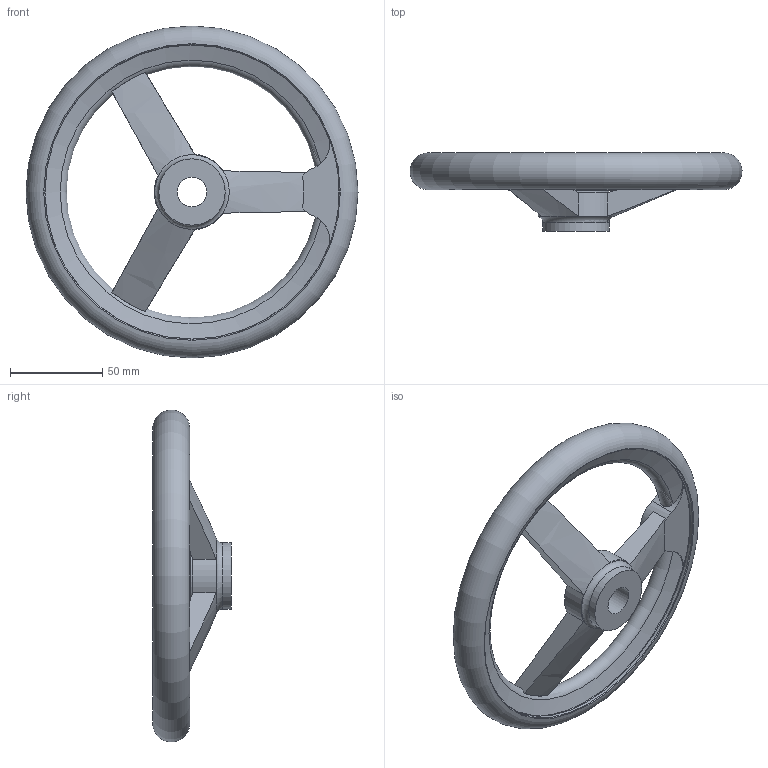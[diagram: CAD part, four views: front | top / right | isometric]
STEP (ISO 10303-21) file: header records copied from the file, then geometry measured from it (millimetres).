
FILE_DESCRIPTION( ( 'STEP AP214' ), '1' );
FILE_NAME( 'K0671.0180X16.stp', '2020-12-09T10:58:22', ( '' ), ( '' ), ' ', 'PARTsolutions', ' ' );
FILE_SCHEMA( ( 'AUTOMOTIVE_DESIGN { 1 0 10303 214 1 1 1 1 }' ) );
Length unit declared in the file: millimetre
Products named in the file (1): _K0671.0180X16
Bounding box: 179.99 x 42.49 x 179.99 mm (x, y, z)
Volume: 203310.6 mm3; surface area: 48318.1 mm2
Topology: 1 solids, 1 shells, 37 faces, 107 edges, 68 vertices
Faces by surface type: torus 12, cylinder 11, plane 10, cone 4
Full cylindrical faces by diameter (mm): 16 x1, 36 x2, 160 x2
Entity records: 1810 total; most frequent: CARTESIAN_POINT 627, ORIENTED_EDGE 178, DIRECTION 170, EDGE_CURVE 89, AXIS2_PLACEMENT_3D 80, VERTEX_POINT 65, EDGE_LOOP 55, FACE_OUTER_BOUND 49
